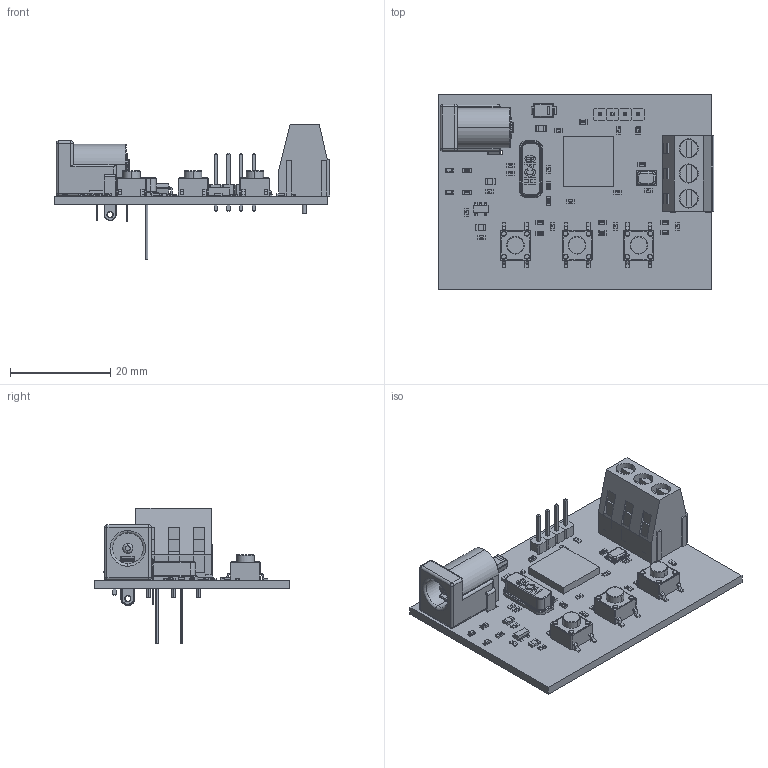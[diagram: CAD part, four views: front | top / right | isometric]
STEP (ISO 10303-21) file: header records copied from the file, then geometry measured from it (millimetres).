
FILE_DESCRIPTION(('Open CASCADE Model'),'2;1');
FILE_NAME('Open CASCADE Shape Model','2018-10-14T18:27:35',('Author'),( 'Open CASCADE'),'Open CASCADE STEP processor 6.8','Open CASCADE 6.8' ,'Unknown');
FILE_SCHEMA(('AUTOMOTIVE_DESIGN { 1 0 10303 214 1 1 1 1 }'));
Length unit declared in the file: millimetre
Products named in the file (72): PCB; Board; R12; Res0603; R11; C18; 0603_SMD_Capacitor; Z1; User_Library-HC49_Crystal; X3; User_Library-DG128-5_0-03P-14; X2; User_Library-PLS-4; User_Library-Header_Male_4Pin_PinArray; User_Library-Header_Male_4Pin_BodyArray; X1; User_Library-K375A_-PCM_DC_Power_Jack_2mm_Pin; U1; 6708941568; Extruded; R10; R9; R8; R7; R6; R5; R4; R3; R2; R1; LED2; User_Library-LED_0603_B; User_Library-LED_0603_B_Pocket002; User_Library-LED_0603_B_Pad004; User_Library-LED_0603_B_Fillet; User_Library-LED_0603_B_Pocket001; User_Library-LED_0603_B_Pad; LED1; User_Library-LED_0603_R; User_Library-LED_0603_R_Pocket002 ...
Assembly tree (100 placements, depth 4):
  PCB
    Board
    R12
      Res0603
    R11
      Res0603
    C18
      0603_SMD_Capacitor
    Z1
      User_Library-HC49_Crystal
    X3
      User_Library-DG128-5_0-03P-14
    X2
      User_Library-PLS-4
        User_Library-Header_Male_4Pin_PinArray
        User_Library-Header_Male_4Pin_BodyArray
    X1
      User_Library-K375A_-PCM_DC_Power_Jack_2mm_Pin
    U1
      6708941568
        Extruded
    R10
      Res0603
    R9
      Res0603
    R8
      Res0603
    R7
      Res0603
    R6
      Res0603
    R5
      Res0603
    R4
      Res0603
    R3
      Res0603
    R2
      Res0603
    R1
      Res0603
    LED2
      User_Library-LED_0603_B
        User_Library-LED_0603_B_Pocket002
        User_Library-LED_0603_B_Pad004
        User_Library-LED_0603_B_Fillet
        User_Library-LED_0603_B_Pocket001
        User_Library-LED_0603_B_Pad
    LED1
      User_Library-LED_0603_R
        User_Library-LED_0603_R_Pocket002
        User_Library-LED_0603_R_Pad004
        User_Library-LED_0603_R_Fillet
        User_Library-LED_0603_R_Pocket001
        User_Library-LED_0603_R_Pad
    IC2
      CircuitWorks-SOT-23-5
    IC1
      ICS-43432--3DModel-STEP-56544
    C17
Bounding box: 54.88 x 39 x 27 mm (x, y, z)
Volume: 6652.7 mm3; surface area: 10145.9 mm2
Topology: 65 solids, 67 shells, 4048 faces, 10105 edges, 6269 vertices
Faces by surface type: plane 1894, bspline 1222, cylinder 713, sphere 133, torus 86
Full cylindrical faces by diameter (mm): 0.2 x1, 0.5 x1, 0.6 x2, 1 x4, 1.3 x3
Entity records: 52347 total; most frequent: CARTESIAN_POINT 13868, ORIENTED_EDGE 6528, DIRECTION 6241, EDGE_CURVE 3266, LINE 2331, VECTOR 2331, VERTEX_POINT 2073, AXIS2_PLACEMENT_3D 1955
